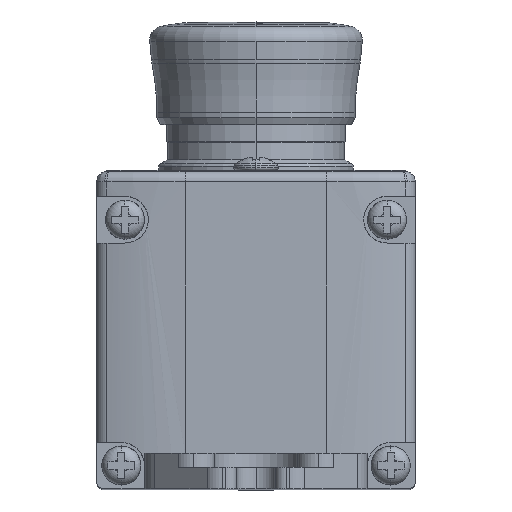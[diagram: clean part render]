
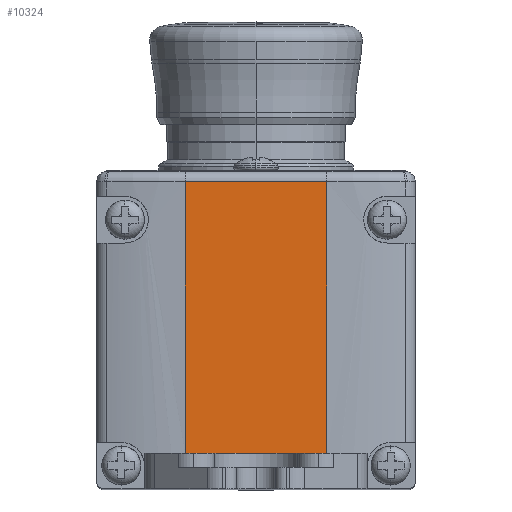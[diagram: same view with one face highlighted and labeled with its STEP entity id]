
A CAD part, top view. The second image highlights one B-rep face of the part: STEP entity #10324.
In plain terms, the highlighted planar face has unit normal (0, 0, 1).
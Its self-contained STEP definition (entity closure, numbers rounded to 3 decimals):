
#22 = VECTOR ( 'NONE', #822, 1000. ) ;
#267 = VERTEX_POINT ( 'NONE', #340 ) ;
#340 = CARTESIAN_POINT ( 'NONE',  ( -10., 5., 38.5 ) ) ;
#813 = CARTESIAN_POINT ( 'NONE',  ( 22.5, 43.349, 38.5 ) ) ;
#817 = LINE ( 'NONE', #813, #22 ) ;
#822 = DIRECTION ( 'NONE',  ( -1., 0., 0. ) ) ;
#1860 = VECTOR ( 'NONE', #2566, 1000. ) ;
#1866 = VECTOR ( 'NONE', #2563, 1000. ) ;
#1867 = VECTOR ( 'NONE', #2569, 1000. ) ;
#2234 = CARTESIAN_POINT ( 'NONE',  ( 10., 43.349, 38.5 ) ) ;
#2235 = CARTESIAN_POINT ( 'NONE',  ( -10., 43.349, 38.5 ) ) ;
#2529 = LINE ( 'NONE', #2558, #1866 ) ;
#2558 = CARTESIAN_POINT ( 'NONE',  ( -10., 0., 38.5 ) ) ;
#2563 = DIRECTION ( 'NONE',  ( 0., 1., 0. ) ) ;
#2564 = LINE ( 'NONE', #2565, #1860 ) ;
#2565 = CARTESIAN_POINT ( 'NONE',  ( 22.5, 5., 38.5 ) ) ;
#2566 = DIRECTION ( 'NONE',  ( 1., 0., 0. ) ) ;
#2567 = LINE ( 'NONE', #2568, #1867 ) ;
#2568 = CARTESIAN_POINT ( 'NONE',  ( 10., 0., 38.5 ) ) ;
#2569 = DIRECTION ( 'NONE',  ( 0., 1., 0. ) ) ;
#4193 = AXIS2_PLACEMENT_3D ( 'NONE', #9498, #9532, #9533 ) ;
#4385 = EDGE_CURVE ( 'NONE', #5635, #5631, #817, .T. ) ;
#5631 = VERTEX_POINT ( 'NONE', #2235 ) ;
#5635 = VERTEX_POINT ( 'NONE', #2234 ) ;
#8490 = EDGE_CURVE ( 'NONE', #267, #5631, #2529, .T. ) ;
#8491 = EDGE_CURVE ( 'NONE', #267, #17455, #2564, .T. ) ;
#8492 = EDGE_CURVE ( 'NONE', #17455, #5635, #2567, .T. ) ;
#9498 = CARTESIAN_POINT ( 'NONE',  ( 22.5, 45., 38.5 ) ) ;
#9499 = FACE_OUTER_BOUND ( 'NONE', #17360, .T. ) ;
#9529 = PLANE ( 'NONE',  #4193 ) ;
#9532 = DIRECTION ( 'NONE',  ( 0., 0., 1. ) ) ;
#9533 = DIRECTION ( 'NONE',  ( 1., 0., 0. ) ) ;
#10324 = ADVANCED_FACE ( 'NONE', ( #9499 ), #9529, .T. ) ;
#10387 = CARTESIAN_POINT ( 'NONE',  ( 10., 5., 38.5 ) ) ;
#17190 = ORIENTED_EDGE ( 'NONE', *, *, #8490, .F. ) ;
#17191 = ORIENTED_EDGE ( 'NONE', *, *, #8491, .T. ) ;
#17192 = ORIENTED_EDGE ( 'NONE', *, *, #8492, .T. ) ;
#17193 = ORIENTED_EDGE ( 'NONE', *, *, #4385, .T. ) ;
#17360 = EDGE_LOOP ( 'NONE', ( #17190, #17191, #17192, #17193 ) ) ;
#17455 = VERTEX_POINT ( 'NONE', #10387 ) ;
